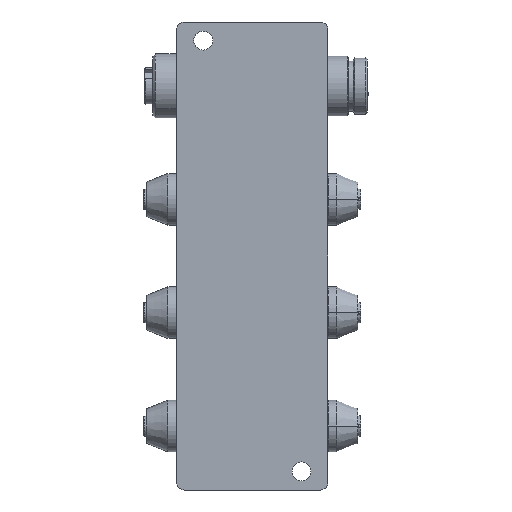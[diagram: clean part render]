
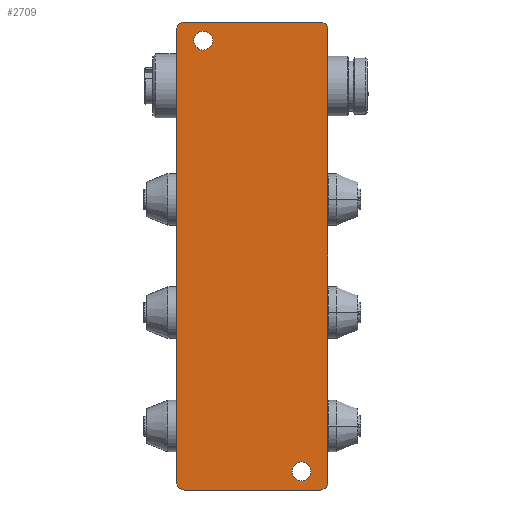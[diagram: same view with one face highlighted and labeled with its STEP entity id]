
A CAD part, front view. The second image highlights one B-rep face of the part: STEP entity #2709.
In plain terms, the highlighted planar face has unit normal (0, -1, 0).
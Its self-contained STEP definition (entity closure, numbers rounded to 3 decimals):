
#825=FACE_BOUND('',#6162,.T.);
#826=FACE_BOUND('',#6163,.T.);
#827=FACE_BOUND('',#6164,.T.);
#1723=PLANE('',#33162);
#2709=ADVANCED_FACE('',(#825,#826,#827),#1723,.F.);
#6162=EDGE_LOOP('',(#11431,#11432,#11433,#11434,#11435,#11436,#11437,#11438));
#6163=EDGE_LOOP('',(#11439,#11440));
#6164=EDGE_LOOP('',(#11441,#11442));
#8044=CIRCLE('',#33154,3.);
#8045=CIRCLE('',#33155,3.);
#8046=CIRCLE('',#33156,3.);
#8047=CIRCLE('',#33157,3.);
#8048=CIRCLE('',#33158,3.75);
#8049=CIRCLE('',#33159,3.75);
#8050=CIRCLE('',#33160,3.75);
#8051=CIRCLE('',#33161,3.75);
#11431=ORIENTED_EDGE('',*,*,#23534,.T.);
#11432=ORIENTED_EDGE('',*,*,#23535,.F.);
#11433=ORIENTED_EDGE('',*,*,#23536,.T.);
#11434=ORIENTED_EDGE('',*,*,#23468,.F.);
#11435=ORIENTED_EDGE('',*,*,#23537,.T.);
#11436=ORIENTED_EDGE('',*,*,#23504,.F.);
#11437=ORIENTED_EDGE('',*,*,#23538,.T.);
#11438=ORIENTED_EDGE('',*,*,#23539,.F.);
#11439=ORIENTED_EDGE('',*,*,#23540,.T.);
#11440=ORIENTED_EDGE('',*,*,#23541,.T.);
#11441=ORIENTED_EDGE('',*,*,#23542,.T.);
#11442=ORIENTED_EDGE('',*,*,#23543,.T.);
#20013=VERTEX_POINT('',#48736);
#20014=VERTEX_POINT('',#48738);
#20041=VERTEX_POINT('',#48808);
#20042=VERTEX_POINT('',#48810);
#20065=VERTEX_POINT('',#48871);
#20066=VERTEX_POINT('',#48872);
#20067=VERTEX_POINT('',#48874);
#20068=VERTEX_POINT('',#48878);
#20069=VERTEX_POINT('',#48881);
#20070=VERTEX_POINT('',#48882);
#20071=VERTEX_POINT('',#48885);
#20072=VERTEX_POINT('',#48886);
#23468=EDGE_CURVE('',#20013,#20014,#27997,.T.);
#23504=EDGE_CURVE('',#20041,#20042,#28027,.T.);
#23534=EDGE_CURVE('',#20065,#20066,#8044,.T.);
#23535=EDGE_CURVE('',#20067,#20066,#28043,.T.);
#23536=EDGE_CURVE('',#20067,#20014,#8045,.T.);
#23537=EDGE_CURVE('',#20013,#20042,#8046,.T.);
#23538=EDGE_CURVE('',#20041,#20068,#8047,.T.);
#23539=EDGE_CURVE('',#20065,#20068,#28044,.T.);
#23540=EDGE_CURVE('',#20069,#20070,#8048,.T.);
#23541=EDGE_CURVE('',#20070,#20069,#8049,.T.);
#23542=EDGE_CURVE('',#20071,#20072,#8050,.T.);
#23543=EDGE_CURVE('',#20072,#20071,#8051,.T.);
#27997=LINE('',#48737,#30938);
#28027=LINE('',#48809,#30968);
#28043=LINE('',#48873,#30984);
#28044=LINE('',#48879,#30985);
#30938=VECTOR('',#38346,1.);
#30968=VECTOR('',#38404,1.);
#30984=VECTOR('',#38466,1.);
#30985=VECTOR('',#38473,1.);
#33154=AXIS2_PLACEMENT_3D('',#48870,#38464,#38465);
#33155=AXIS2_PLACEMENT_3D('',#48875,#38467,#38468);
#33156=AXIS2_PLACEMENT_3D('',#48876,#38469,#38470);
#33157=AXIS2_PLACEMENT_3D('',#48877,#38471,#38472);
#33158=AXIS2_PLACEMENT_3D('',#48880,#38474,#38475);
#33159=AXIS2_PLACEMENT_3D('',#48883,#38476,#38477);
#33160=AXIS2_PLACEMENT_3D('',#48884,#38478,#38479);
#33161=AXIS2_PLACEMENT_3D('',#48887,#38480,#38481);
#33162=AXIS2_PLACEMENT_3D('',#48888,#38482,#38483);
#38346=DIRECTION('',(1.,0.,0.));
#38404=DIRECTION('',(0.,0.,1.));
#38464=DIRECTION('',(0.,-1.,0.));
#38465=DIRECTION('',(0.,0.,-1.));
#38466=DIRECTION('',(0.,0.,-1.));
#38467=DIRECTION('',(0.,-1.,0.));
#38468=DIRECTION('',(0.,0.,1.));
#38469=DIRECTION('',(0.,-1.,0.));
#38470=DIRECTION('',(0.,0.,1.));
#38471=DIRECTION('',(0.,-1.,0.));
#38472=DIRECTION('',(0.,0.,1.));
#38473=DIRECTION('',(-1.,0.,0.));
#38474=DIRECTION('',(0.,1.,0.));
#38475=DIRECTION('',(1.,0.,0.));
#38476=DIRECTION('',(0.,1.,0.));
#38477=DIRECTION('',(-1.,0.,0.));
#38478=DIRECTION('',(0.,1.,0.));
#38479=DIRECTION('',(1.,0.,0.));
#38480=DIRECTION('',(0.,1.,0.));
#38481=DIRECTION('',(-1.,0.,0.));
#38482=DIRECTION('',(0.,1.,0.));
#38483=DIRECTION('',(-1.,0.,0.));
#48736=CARTESIAN_POINT('',(-27.,0.,92.9));
#48737=CARTESIAN_POINT('',(-27.,0.,92.9));
#48738=CARTESIAN_POINT('',(27.,0.,92.9));
#48808=CARTESIAN_POINT('',(-30.,0.,-89.9));
#48809=CARTESIAN_POINT('',(-30.,0.,-89.5));
#48810=CARTESIAN_POINT('',(-30.,0.,89.9));
#48870=CARTESIAN_POINT('',(27.,0.,-89.9));
#48871=CARTESIAN_POINT('',(27.,0.,-92.9));
#48872=CARTESIAN_POINT('',(30.,0.,-89.9));
#48873=CARTESIAN_POINT('',(30.,0.,89.5));
#48874=CARTESIAN_POINT('',(30.,0.,89.9));
#48875=CARTESIAN_POINT('',(27.,0.,89.9));
#48876=CARTESIAN_POINT('',(-27.,0.,89.9));
#48877=CARTESIAN_POINT('',(-27.,0.,-89.9));
#48878=CARTESIAN_POINT('',(-27.,0.,-92.9));
#48879=CARTESIAN_POINT('',(27.,0.,-92.9));
#48880=CARTESIAN_POINT('',(-19.5,0.,85.5));
#48881=CARTESIAN_POINT('',(-15.75,0.,85.5));
#48882=CARTESIAN_POINT('',(-23.25,0.,85.5));
#48883=CARTESIAN_POINT('',(-19.5,0.,85.5));
#48884=CARTESIAN_POINT('',(19.5,0.,-85.5));
#48885=CARTESIAN_POINT('',(23.25,0.,-85.5));
#48886=CARTESIAN_POINT('',(15.75,0.,-85.5));
#48887=CARTESIAN_POINT('',(19.5,0.,-85.5));
#48888=CARTESIAN_POINT('',(0.,0.,0.));
